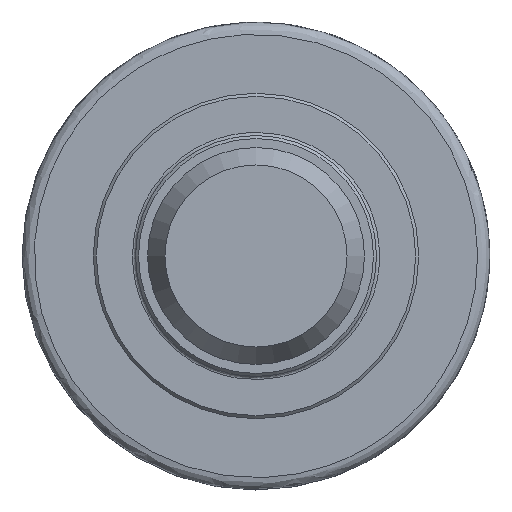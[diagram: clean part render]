
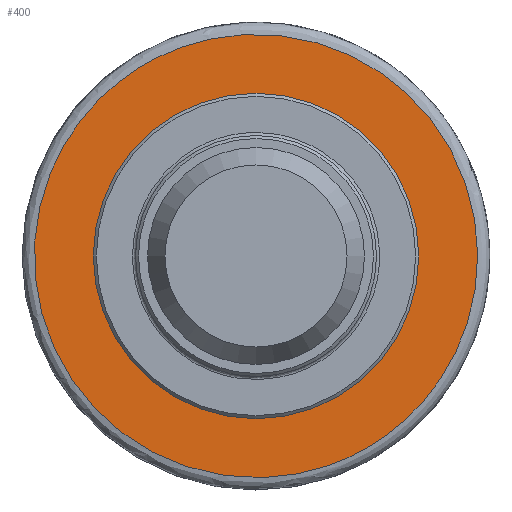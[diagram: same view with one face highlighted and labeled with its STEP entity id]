
A CAD part, left-side view. The second image highlights one B-rep face of the part: STEP entity #400.
In plain terms, the highlighted planar face has unit normal (-1, 0, 0).
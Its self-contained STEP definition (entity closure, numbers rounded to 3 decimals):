
#55 = EDGE_CURVE ( 'NONE', #1846, #1846, #469, .T. ) ;
#59 = EDGE_CURVE ( 'NONE', #1854, #1854, #136, .T. ) ;
#96 = AXIS2_PLACEMENT_3D ( 'NONE', #1267, #1274, #1275 ) ;
#136 =( BOUNDED_CURVE ( )  B_SPLINE_CURVE ( 3, ( #1282, #1279, #1287, #1288, #1289, #1290, #1291 ),
 .UNSPECIFIED., .T., .F. ) 
 B_SPLINE_CURVE_WITH_KNOTS ( ( 4, 3, 4 ),
 ( 0., 0.5, 1. ),
 .UNSPECIFIED. ) 
 CURVE ( )  GEOMETRIC_REPRESENTATION_ITEM ( )  RATIONAL_B_SPLINE_CURVE ( ( 1., 0.333, 0.333, 1., 0.333, 0.333, 1. ) ) 
 REPRESENTATION_ITEM ( '' )  );
#156 = EDGE_LOOP ( 'NONE', ( #421 ) ) ;
#175 = EDGE_LOOP ( 'NONE', ( #420 ) ) ;
#400 = ADVANCED_FACE ( 'NONE', ( #600, #595 ), #1593, .T. ) ;
#420 = ORIENTED_EDGE ( 'NONE', *, *, #55, .T. ) ;
#421 = ORIENTED_EDGE ( 'NONE', *, *, #59, .F. ) ;
#469 = CIRCLE ( 'NONE', #96, 26. ) ;
#595 = FACE_OUTER_BOUND ( 'NONE', #156, .T. ) ;
#600 = FACE_BOUND ( 'NONE', #175, .T. ) ;
#1267 = CARTESIAN_POINT ( 'NONE',  ( 20.5, 0., 0. ) ) ;
#1274 = DIRECTION ( 'NONE',  ( 1., 0., 0. ) ) ;
#1275 = DIRECTION ( 'NONE',  ( 0., 1., 0. ) ) ;
#1279 = CARTESIAN_POINT ( 'NONE',  ( 20.5, 58.075, -58.25 ) ) ;
#1282 = CARTESIAN_POINT ( 'NONE',  ( 20.5, -11.685, -34.88 ) ) ;
#1287 = CARTESIAN_POINT ( 'NONE',  ( 20.5, 81.445, 11.51 ) ) ;
#1288 = CARTESIAN_POINT ( 'NONE',  ( 20.5, 11.685, 34.88 ) ) ;
#1289 = CARTESIAN_POINT ( 'NONE',  ( 20.5, -58.075, 58.25 ) ) ;
#1290 = CARTESIAN_POINT ( 'NONE',  ( 20.5, -81.445, -11.51 ) ) ;
#1291 = CARTESIAN_POINT ( 'NONE',  ( 20.5, -11.685, -34.88 ) ) ;
#1587 = CARTESIAN_POINT ( 'NONE',  ( 20.5, -10.825, -32.313 ) ) ;
#1593 = PLANE ( 'NONE',  #1754 ) ;
#1594 = DIRECTION ( 'NONE',  ( -1., 0., 0. ) ) ;
#1595 = DIRECTION ( 'NONE',  ( 0., 0., 1. ) ) ;
#1754 = AXIS2_PLACEMENT_3D ( 'NONE', #1587, #1594, #1595 ) ;
#1846 = VERTEX_POINT ( 'NONE', #1847 ) ;
#1847 = CARTESIAN_POINT ( 'NONE',  ( 20.5, 26., 0. ) ) ;
#1854 = VERTEX_POINT ( 'NONE', #1855 ) ;
#1855 = CARTESIAN_POINT ( 'NONE',  ( 20.5, -11.685, -34.88 ) ) ;
